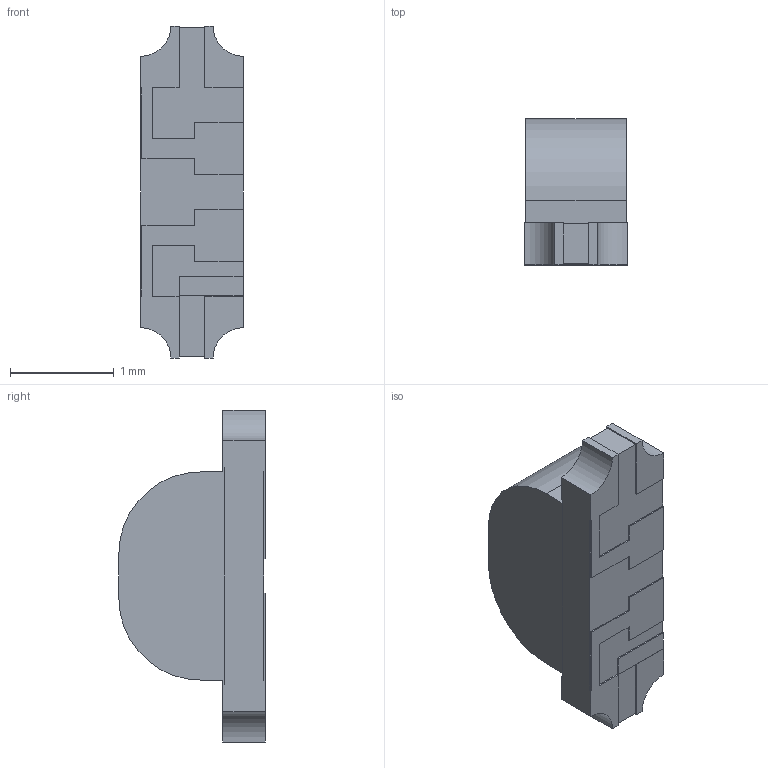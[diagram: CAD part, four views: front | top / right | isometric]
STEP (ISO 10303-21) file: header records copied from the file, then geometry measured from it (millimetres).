
FILE_DESCRIPTION((''),'2;1');
FILE_NAME('LED-SM_1208_2AND3-COLOR','2006-12-13T',('leibw'),(''),'PRO/ENGINEER BY PARAMETRIC TECHNOLOGY CORPORATION, 2005230','PRO/ENGINEER BY PARAMETRIC TECHNOLOGY CORPORATION, 2005230','');
FILE_SCHEMA(('CONFIG_CONTROL_DESIGN'));
Length unit declared in the file: inch
Products named in the file (1): LED-SM_1208_2AND3-COLOR
Bounding box: 0.99 x 1.41 x 3.2 mm (x, y, z)
Volume: 2.8 mm3; surface area: 17.8 mm2
Topology: 1 solids, 1 shells, 88 faces, 266 edges, 174 vertices
Faces by surface type: plane 78, cylinder 10
Entity records: 2988 total; most frequent: CARTESIAN_POINT 532, ORIENTED_EDGE 532, DIRECTION 462, EDGE_CURVE 266, VECTOR 242, LINE 242, VERTEX_POINT 174, AXIS2_PLACEMENT_3D 110
